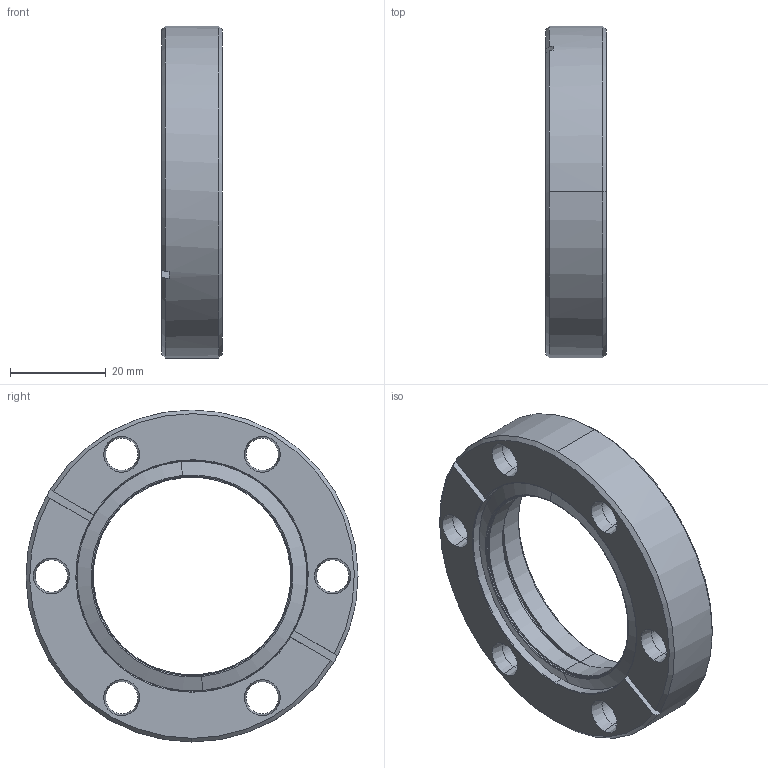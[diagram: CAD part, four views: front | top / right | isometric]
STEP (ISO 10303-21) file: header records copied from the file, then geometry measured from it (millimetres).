
FILE_DESCRIPTION (( 'STEP AP203' ), '1' );
FILE_NAME ('100043_A.STEP', '2024-03-26T07:50:26', ( '' ), ( '' ), 'SwSTEP 2.0', 'SolidWorks 2022', '' );
FILE_SCHEMA (( 'CONFIG_CONTROL_DESIGN' ));
Length unit declared in the file: inch
Products named in the file (3): 990367; 100043_A; 990363
Assembly tree (2 placements, depth 2):
  100043_A
    990363
    990367
Bounding box: 12.7 x 69.34 x 69.34 mm (x, y, z)
Volume: 25196 mm3; surface area: 12566.5 mm2
Topology: 2 solids, 2 shells, 87 faces, 200 edges, 118 vertices
Faces by surface type: cone 37, cylinder 26, plane 13, torus 11
Entity records: 2860 total; most frequent: DIRECTION 491, CARTESIAN_POINT 482, ORIENTED_EDGE 400, AXIS2_PLACEMENT_3D 207, EDGE_CURVE 200, VERTEX_POINT 118, CIRCLE 115, EDGE_LOOP 104
